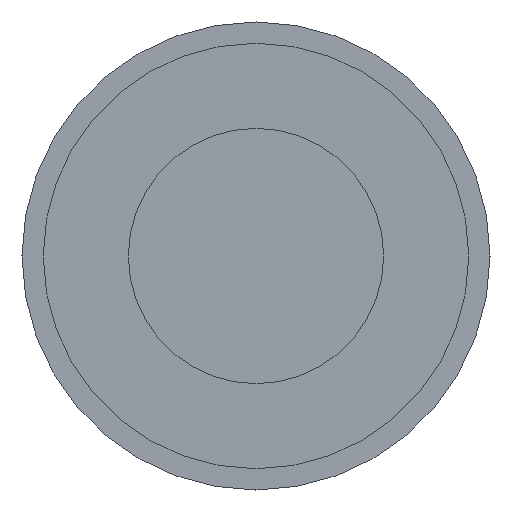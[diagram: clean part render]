
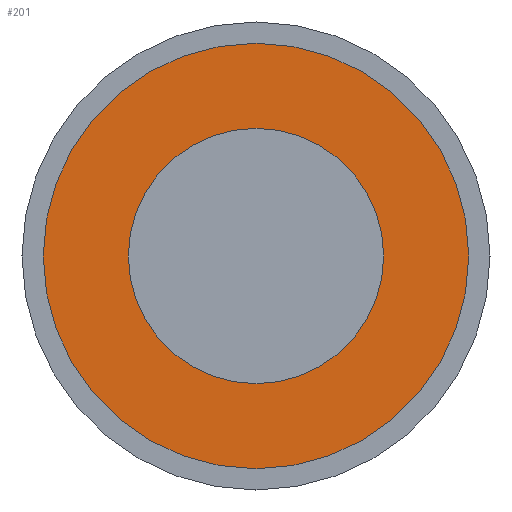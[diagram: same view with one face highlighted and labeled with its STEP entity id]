
A CAD part, left-side view. The second image highlights one B-rep face of the part: STEP entity #201.
In plain terms, the highlighted planar face has unit normal (-1, 0, 0).
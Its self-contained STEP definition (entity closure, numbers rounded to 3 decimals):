
#1 = EDGE_CURVE ( 'NONE', #293, #304, #237, .T. ) ;
#2 = AXIS2_PLACEMENT_3D ( 'NONE', #8, #28, #331 ) ;
#8 = CARTESIAN_POINT ( 'NONE',  ( -48.5, 0., 0. ) ) ;
#18 = AXIS2_PLACEMENT_3D ( 'NONE', #61, #300, #220 ) ;
#21 = CARTESIAN_POINT ( 'NONE',  ( -48.5, -5.5, 0. ) ) ;
#28 = DIRECTION ( 'NONE',  ( 1., 0., 0. ) ) ;
#37 = CARTESIAN_POINT ( 'NONE',  ( -48.5, -2.5, 0. ) ) ;
#41 = CARTESIAN_POINT ( 'NONE',  ( -48.5, -10.5, 0. ) ) ;
#46 = CARTESIAN_POINT ( 'NONE',  ( -48.5, -5.5, 0. ) ) ;
#47 = DIRECTION ( 'NONE',  ( 0., -1., 0. ) ) ;
#61 = CARTESIAN_POINT ( 'NONE',  ( -48.5, -5.5, 0. ) ) ;
#80 = AXIS2_PLACEMENT_3D ( 'NONE', #273, #291, #314 ) ;
#95 = DIRECTION ( 'NONE',  ( -1., 0., 0. ) ) ;
#102 = DIRECTION ( 'NONE',  ( 0., -1., 0. ) ) ;
#109 = FACE_OUTER_BOUND ( 'NONE', #283, .T. ) ;
#110 = CIRCLE ( 'NONE', #177, 3. ) ;
#122 = CIRCLE ( 'NONE', #292, 3. ) ;
#126 = EDGE_CURVE ( 'NONE', #299, #311, #110, .T. ) ;
#169 = CARTESIAN_POINT ( 'NONE',  ( -48.5, -0.5, 0. ) ) ;
#176 = EDGE_CURVE ( 'NONE', #311, #299, #122, .T. ) ;
#177 = AXIS2_PLACEMENT_3D ( 'NONE', #46, #222, #47 ) ;
#182 = PLANE ( 'NONE',  #2 ) ;
#190 = CARTESIAN_POINT ( 'NONE',  ( -48.5, -8.5, 0. ) ) ;
#195 = FACE_BOUND ( 'NONE', #295, .T. ) ;
#201 = ADVANCED_FACE ( 'NONE', ( #195, #109 ), #182, .F. ) ;
#212 = CIRCLE ( 'NONE', #80, 5. ) ;
#220 = DIRECTION ( 'NONE',  ( 0., -1., 0. ) ) ;
#222 = DIRECTION ( 'NONE',  ( -1., 0., 0. ) ) ;
#237 = CIRCLE ( 'NONE', #18, 5. ) ;
#253 = ORIENTED_EDGE ( 'NONE', *, *, #1, .T. ) ;
#261 = ORIENTED_EDGE ( 'NONE', *, *, #126, .F. ) ;
#264 = ORIENTED_EDGE ( 'NONE', *, *, #176, .F. ) ;
#271 = ORIENTED_EDGE ( 'NONE', *, *, #315, .T. ) ;
#273 = CARTESIAN_POINT ( 'NONE',  ( -48.5, -5.5, 0. ) ) ;
#283 = EDGE_LOOP ( 'NONE', ( #253, #271 ) ) ;
#291 = DIRECTION ( 'NONE',  ( -1., 0., 0. ) ) ;
#292 = AXIS2_PLACEMENT_3D ( 'NONE', #21, #95, #102 ) ;
#293 = VERTEX_POINT ( 'NONE', #41 ) ;
#295 = EDGE_LOOP ( 'NONE', ( #264, #261 ) ) ;
#299 = VERTEX_POINT ( 'NONE', #37 ) ;
#300 = DIRECTION ( 'NONE',  ( -1., 0., 0. ) ) ;
#304 = VERTEX_POINT ( 'NONE', #169 ) ;
#311 = VERTEX_POINT ( 'NONE', #190 ) ;
#314 = DIRECTION ( 'NONE',  ( 0., -1., 0. ) ) ;
#315 = EDGE_CURVE ( 'NONE', #304, #293, #212, .T. ) ;
#331 = DIRECTION ( 'NONE',  ( 0., 1., 0. ) ) ;
